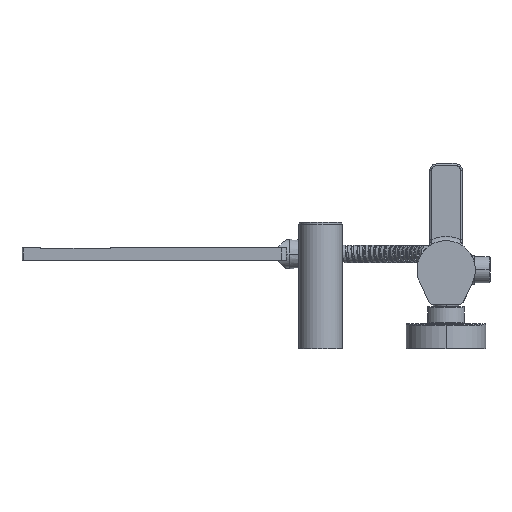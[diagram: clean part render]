
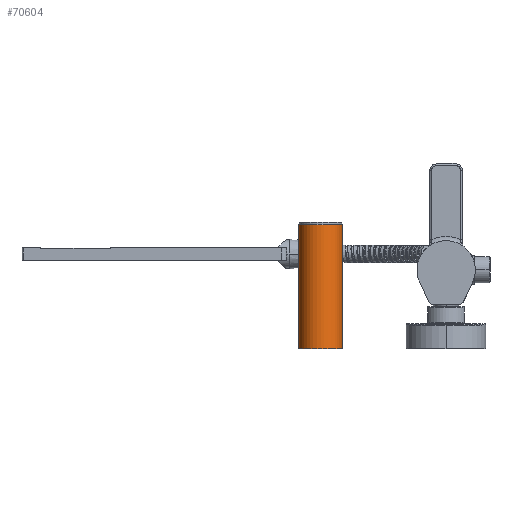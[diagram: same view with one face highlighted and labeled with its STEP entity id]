
A CAD part, left-side view. The second image highlights one B-rep face of the part: STEP entity #70604.
In plain terms, the highlighted cylindrical face has radius 17.25 mm (diameter 34.5 mm), a partial arc.
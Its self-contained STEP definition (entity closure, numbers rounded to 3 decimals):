
#68676=CARTESIAN_POINT('',(250.,100.,-63.));
#68677=DIRECTION('',(0.,0.,1.));
#68678=DIRECTION('',(0.,1.,0.));
#68679=AXIS2_PLACEMENT_3D('',#68676,#68677,#68678);
#68722=DIRECTION('',(0.,0.,1.));
#68723=VECTOR('',#68722,99.);
#68724=CARTESIAN_POINT('',(250.,117.25,-63.));
#68725=LINE('',#68724,#68723);
#68726=DIRECTION('',(0.,0.,1.));
#68727=VECTOR('',#68726,99.);
#68728=CARTESIAN_POINT('',(250.,82.75,-63.));
#68729=LINE('',#68728,#68727);
#68976=CARTESIAN_POINT('',(250.,100.,36.));
#68977=DIRECTION('',(0.,0.,1.));
#68978=DIRECTION('',(0.,1.,0.));
#68979=AXIS2_PLACEMENT_3D('',#68976,#68977,#68978);
#69740=CARTESIAN_POINT('',(250.,117.25,-63.));
#69741=CARTESIAN_POINT('',(250.,82.75,-63.));
#69742=VERTEX_POINT('',#69740);
#69743=VERTEX_POINT('',#69741);
#69744=CARTESIAN_POINT('',(250.,117.25,36.));
#69745=CARTESIAN_POINT('',(250.,82.75,36.));
#69746=VERTEX_POINT('',#69744);
#69747=VERTEX_POINT('',#69745);
#70590=CARTESIAN_POINT('',(250.,100.,-63.));
#70591=DIRECTION('',(0.,0.,1.));
#70592=DIRECTION('',(0.,1.,0.));
#70593=AXIS2_PLACEMENT_3D('',#70590,#70591,#70592);
#70594=CYLINDRICAL_SURFACE('',#70593,17.25);
#70595=ORIENTED_EDGE('',*,*,#70557,.F.);
#70597=ORIENTED_EDGE('',*,*,#70596,.T.);
#70599=ORIENTED_EDGE('',*,*,#70598,.T.);
#70601=ORIENTED_EDGE('',*,*,#70600,.F.);
#70602=EDGE_LOOP('',(#70595,#70597,#70599,#70601));
#70603=FACE_OUTER_BOUND('',#70602,.F.);
#70604=ADVANCED_FACE('',(#70603),#70594,.T.);
#68680=CIRCLE('',#68679,17.25);
#68980=CIRCLE('',#68979,17.25);
#70557=EDGE_CURVE('',#69742,#69743,#68680,.T.);
#70596=EDGE_CURVE('',#69742,#69746,#68725,.T.);
#70598=EDGE_CURVE('',#69746,#69747,#68980,.T.);
#70600=EDGE_CURVE('',#69743,#69747,#68729,.T.);
